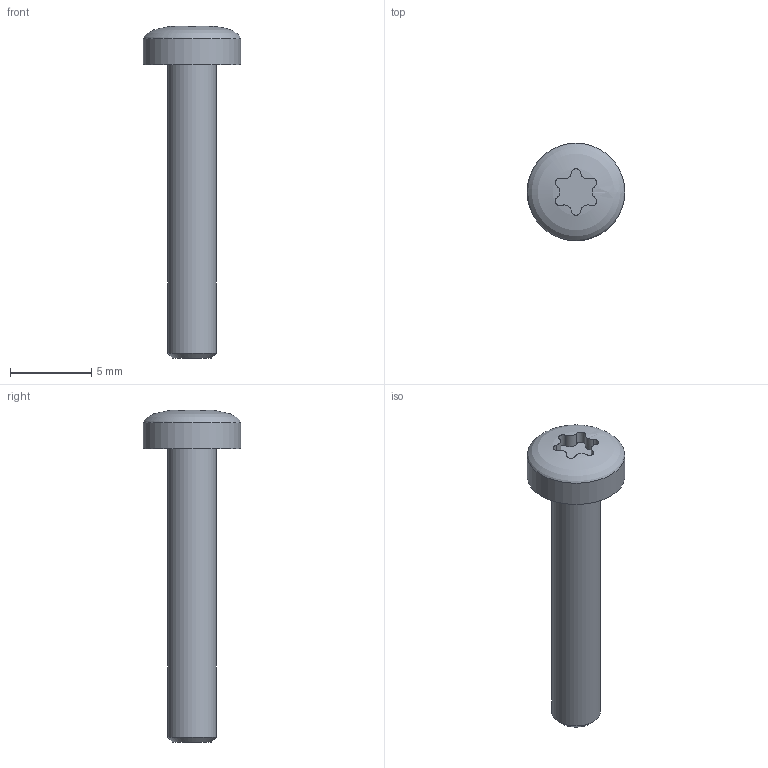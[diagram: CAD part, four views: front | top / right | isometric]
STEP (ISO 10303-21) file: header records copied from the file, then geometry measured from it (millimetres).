
FILE_DESCRIPTION(('FreeCAD Model'),'2;1');
FILE_NAME('torx_socket_cylindrical_head_M3x18.step','2020-02-20T21:16:53',('Author'),(''), 'Open CASCADE STEP processor 7.3','FreeCAD','Unknown');
FILE_SCHEMA(('AUTOMOTIVE_DESIGN { 1 0 10303 214 1 1 1 1 }'));
Length unit declared in the file: millimetre
Products named in the file (1): VITE_TESTA_CILINDRICA_TORX
Bounding box: 6 x 6 x 20.37 mm (x, y, z)
Volume: 184 mm3; surface area: 266.2 mm2
Topology: 1 solids, 1 shells, 19 faces, 51 edges, 35 vertices
Faces by surface type: cylinder 14, plane 3, cone 1, revolution 1
Full cylindrical faces by diameter (mm): 3 x1, 6 x1
Entity records: 2118 total; most frequent: CARTESIAN_POINT 1040, DIRECTION 148, ORIENTED_EDGE 102, PCURVE 102, DEFINITIONAL_REPRESENTATION 102, LINE 66, VECTOR 66, B_SPLINE_CURVE_WITH_KNOTS 56
